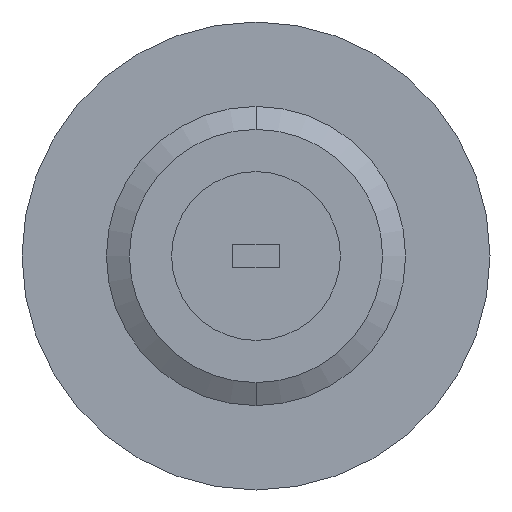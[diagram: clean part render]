
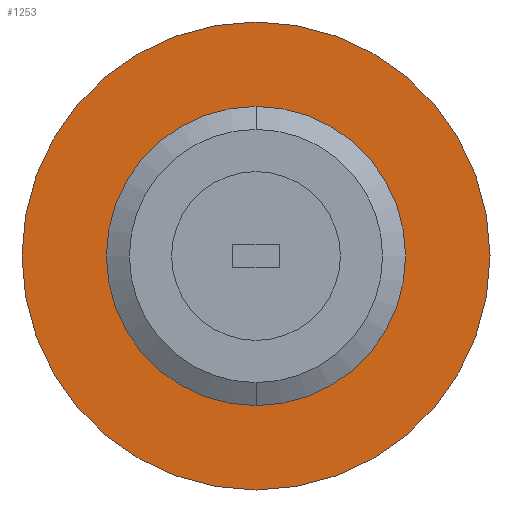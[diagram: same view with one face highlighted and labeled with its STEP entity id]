
A CAD part, front view. The second image highlights one B-rep face of the part: STEP entity #1253.
In plain terms, the highlighted planar face has unit normal (0, -1, 0).
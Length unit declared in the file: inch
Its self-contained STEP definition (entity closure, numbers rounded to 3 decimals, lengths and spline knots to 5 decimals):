
#4 = VERTEX_POINT ( 'NONE', #1676 ) ;
#13 = VERTEX_POINT ( 'NONE', #1587 ) ;
#17 = EDGE_CURVE ( 'NONE', #4, #13, #1580, .T. ) ;
#20 = EDGE_CURVE ( 'NONE', #175, #176, #1574, .T. ) ;
#175 = VERTEX_POINT ( 'NONE', #1793 ) ;
#176 = VERTEX_POINT ( 'NONE', #1787 ) ;
#1252 = EDGE_CURVE ( 'NONE', #13, #4, #3873, .T. ) ;
#1253 = ADVANCED_FACE ( 'NONE', ( #3869, #3868 ), #3867, .F. ) ;
#1254 = EDGE_LOOP ( 'NONE', ( #1255, #1256 ) ) ;
#1255 = ORIENTED_EDGE ( 'NONE', *, *, #1252, .F. ) ;
#1256 = ORIENTED_EDGE ( 'NONE', *, *, #17, .F. ) ;
#1334 = EDGE_LOOP ( 'NONE', ( #1335, #1337 ) ) ;
#1335 = ORIENTED_EDGE ( 'NONE', *, *, #1336, .F. ) ;
#1336 = EDGE_CURVE ( 'NONE', #176, #175, #3918, .T. ) ;
#1337 = ORIENTED_EDGE ( 'NONE', *, *, #20, .F. ) ;
#1570 = DIRECTION ( 'NONE',  ( 0., 0., 1. ) ) ;
#1571 = DIRECTION ( 'NONE',  ( 0., -1., 0. ) ) ;
#1572 = CARTESIAN_POINT ( 'NONE',  ( 0., 0., 0. ) ) ;
#1573 = AXIS2_PLACEMENT_3D ( 'NONE', #1572, #1571, #1570 ) ;
#1574 = CIRCLE ( 'NONE', #1573, 0.165 ) ;
#1576 = DIRECTION ( 'NONE',  ( 0., 0., 1. ) ) ;
#1577 = DIRECTION ( 'NONE',  ( 0., 1., 0. ) ) ;
#1578 = CARTESIAN_POINT ( 'NONE',  ( 0., 0., 0. ) ) ;
#1579 = AXIS2_PLACEMENT_3D ( 'NONE', #1578, #1577, #1576 ) ;
#1580 = CIRCLE ( 'NONE', #1579, 0.305 ) ;
#1587 = CARTESIAN_POINT ( 'NONE',  ( 0., 0., -0.305 ) ) ;
#1676 = CARTESIAN_POINT ( 'NONE',  ( 0., 0., 0.305 ) ) ;
#1787 = CARTESIAN_POINT ( 'NONE',  ( 0., 0., 0.165 ) ) ;
#1793 = CARTESIAN_POINT ( 'NONE',  ( 0., 0., -0.165 ) ) ;
#3863 = DIRECTION ( 'NONE',  ( 0., 0., 1. ) ) ;
#3864 = DIRECTION ( 'NONE',  ( 0., 1., 0. ) ) ;
#3865 = CARTESIAN_POINT ( 'NONE',  ( 0., 0., 0. ) ) ;
#3866 = AXIS2_PLACEMENT_3D ( 'NONE', #3865, #3864, #3863 ) ;
#3867 = PLANE ( 'NONE',  #3866 ) ;
#3868 = FACE_BOUND ( 'NONE', #1334, .T. ) ;
#3869 = FACE_OUTER_BOUND ( 'NONE', #1254, .T. ) ;
#3870 = DIRECTION ( 'NONE',  ( 0., 0., 1. ) ) ;
#3871 = DIRECTION ( 'NONE',  ( 0., 1., 0. ) ) ;
#3872 = AXIS2_PLACEMENT_3D ( 'NONE', #3877, #3871, #3870 ) ;
#3873 = CIRCLE ( 'NONE', #3872, 0.305 ) ;
#3877 = CARTESIAN_POINT ( 'NONE',  ( 0., 0., 0. ) ) ;
#3914 = DIRECTION ( 'NONE',  ( 0., 0., 1. ) ) ;
#3915 = DIRECTION ( 'NONE',  ( 0., -1., 0. ) ) ;
#3916 = CARTESIAN_POINT ( 'NONE',  ( 0., 0., 0. ) ) ;
#3917 = AXIS2_PLACEMENT_3D ( 'NONE', #3916, #3915, #3914 ) ;
#3918 = CIRCLE ( 'NONE', #3917, 0.165 ) ;
